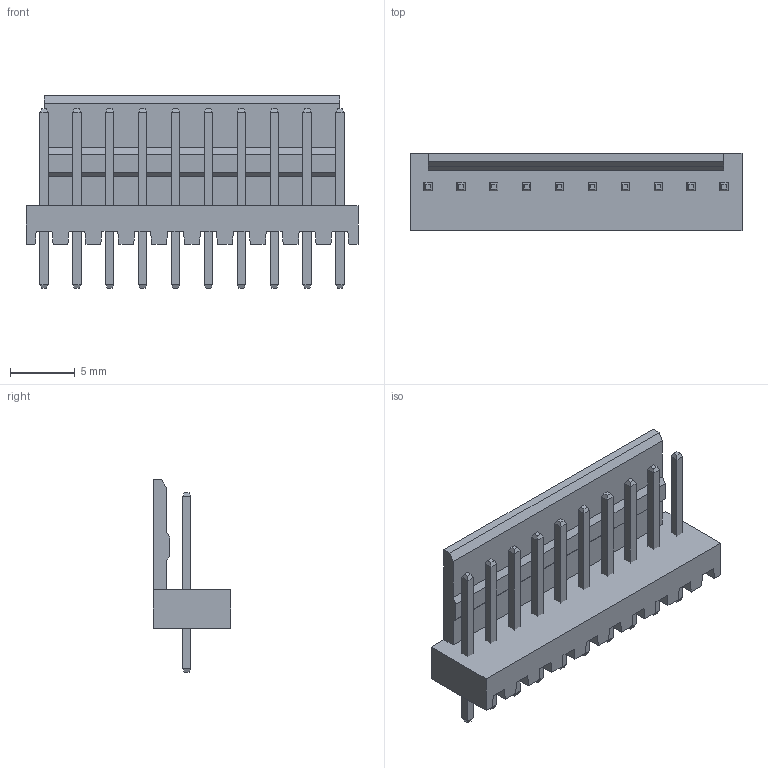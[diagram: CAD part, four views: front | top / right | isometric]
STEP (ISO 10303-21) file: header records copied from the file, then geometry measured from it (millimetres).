
FILE_DESCRIPTION(('STEP AP214'), '1');
FILE_NAME('DS1070-2MVV6', '2017-03-25T15:00:38', ('Nobody'), (''), 'ASCON STEP Converter 1.3', 'ASCON Math Kernel', '');
FILE_SCHEMA(('AUTOMOTIVE_DESIGN { 1 0 10303 214 3 1 1}'));
Length unit declared in the file: millimetre
Bounding box: 25.65 x 6 x 14.9 mm (x, y, z)
Volume: 643.5 mm3; surface area: 1343.1 mm2
Topology: 11 solids, 11 shells, 195 faces, 439 edges, 266 vertices
Faces by surface type: plane 195
Entity records: 6877 total; most frequent: CARTESIAN_POINT 901, ORIENTED_EDGE 878, DIRECTION 831, EDGE_CURVE 439, LINE 439, VECTOR 439, VERTEX_POINT 266, COLOUR_RGB 206
